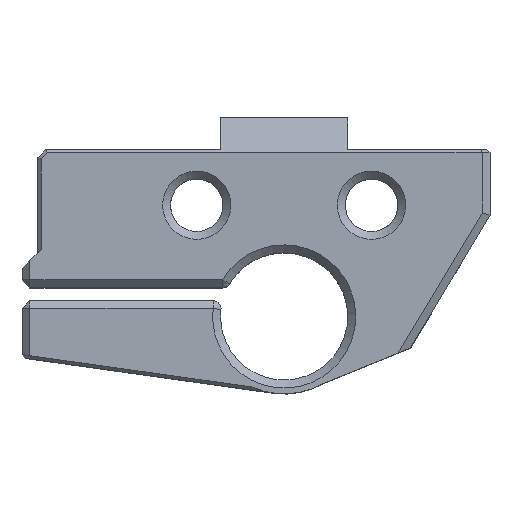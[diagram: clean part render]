
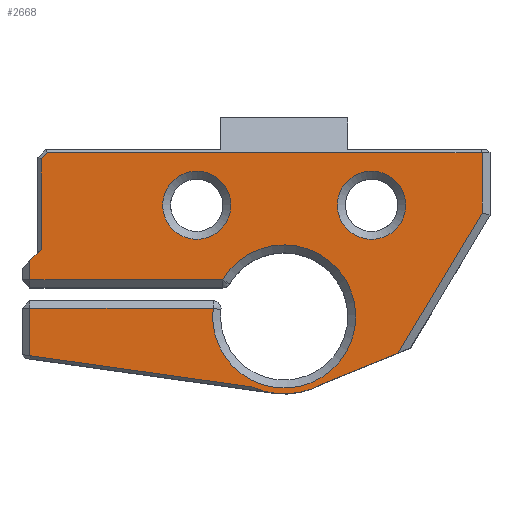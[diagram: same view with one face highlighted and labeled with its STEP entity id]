
A CAD part, top view. The second image highlights one B-rep face of the part: STEP entity #2668.
In plain terms, the highlighted planar face has unit normal (0, 0, 1).
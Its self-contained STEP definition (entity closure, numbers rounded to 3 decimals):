
#19=FACE_BOUND('',#294,.T.);
#20=FACE_BOUND('',#295,.T.);
#141=FACE_OUTER_BOUND('',#293,.T.);
#293=EDGE_LOOP('',(#2034,#2035,#2036,#2037,#2038,#2039,#2040,#2041,#2042,
#2043,#2044,#2045,#2046,#2047));
#294=EDGE_LOOP('',(#2048));
#295=EDGE_LOOP('',(#2049));
#494=LINE('',#4155,#805);
#502=LINE('',#4170,#813);
#504=LINE('',#4178,#815);
#542=LINE('',#4264,#853);
#545=LINE('',#4269,#856);
#546=LINE('',#4274,#857);
#547=LINE('',#4275,#858);
#548=LINE('',#4277,#859);
#549=LINE('',#4279,#860);
#550=LINE('',#4281,#861);
#551=LINE('',#4285,#862);
#552=LINE('',#4286,#863);
#805=VECTOR('',#3270,10.);
#813=VECTOR('',#3280,10.);
#815=VECTOR('',#3286,10.);
#853=VECTOR('',#3358,10.);
#856=VECTOR('',#3363,10.);
#857=VECTOR('',#3368,10.);
#858=VECTOR('',#3369,10.);
#859=VECTOR('',#3370,10.);
#860=VECTOR('',#3371,10.);
#861=VECTOR('',#3372,10.);
#862=VECTOR('',#3375,10.);
#863=VECTOR('',#3376,10.);
#1047=CIRCLE('',#2886,4.875);
#1048=CIRCLE('',#2887,4.502);
#1049=CIRCLE('',#2888,2.15);
#1050=CIRCLE('',#2889,2.15);
#1179=VERTEX_POINT('',#4140);
#1183=VERTEX_POINT('',#4154);
#1189=VERTEX_POINT('',#4168);
#1192=VERTEX_POINT('',#4175);
#1193=VERTEX_POINT('',#4177);
#1224=VERTEX_POINT('',#4263);
#1225=VERTEX_POINT('',#4267);
#1226=VERTEX_POINT('',#4271);
#1227=VERTEX_POINT('',#4273);
#1228=VERTEX_POINT('',#4276);
#1229=VERTEX_POINT('',#4278);
#1230=VERTEX_POINT('',#4280);
#1231=VERTEX_POINT('',#4282);
#1232=VERTEX_POINT('',#4284);
#1233=VERTEX_POINT('',#4287);
#1234=VERTEX_POINT('',#4289);
#1469=EDGE_CURVE('',#1179,#1183,#494,.T.);
#1477=EDGE_CURVE('',#1189,#1179,#502,.T.);
#1480=EDGE_CURVE('',#1192,#1193,#504,.T.);
#1524=EDGE_CURVE('',#1224,#1189,#542,.T.);
#1527=EDGE_CURVE('',#1225,#1224,#545,.T.);
#1528=EDGE_CURVE('',#1192,#1226,#1047,.T.);
#1529=EDGE_CURVE('',#1226,#1227,#546,.T.);
#1530=EDGE_CURVE('',#1183,#1227,#547,.T.);
#1531=EDGE_CURVE('',#1225,#1228,#548,.T.);
#1532=EDGE_CURVE('',#1229,#1228,#549,.T.);
#1533=EDGE_CURVE('',#1230,#1229,#550,.T.);
#1534=EDGE_CURVE('',#1231,#1230,#1048,.T.);
#1535=EDGE_CURVE('',#1232,#1231,#551,.T.);
#1536=EDGE_CURVE('',#1193,#1232,#552,.T.);
#1537=EDGE_CURVE('',#1233,#1233,#1049,.T.);
#1538=EDGE_CURVE('',#1234,#1234,#1050,.T.);
#2034=ORIENTED_EDGE('',*,*,#1528,.T.);
#2035=ORIENTED_EDGE('',*,*,#1529,.T.);
#2036=ORIENTED_EDGE('',*,*,#1530,.F.);
#2037=ORIENTED_EDGE('',*,*,#1469,.F.);
#2038=ORIENTED_EDGE('',*,*,#1477,.F.);
#2039=ORIENTED_EDGE('',*,*,#1524,.F.);
#2040=ORIENTED_EDGE('',*,*,#1527,.F.);
#2041=ORIENTED_EDGE('',*,*,#1531,.T.);
#2042=ORIENTED_EDGE('',*,*,#1532,.F.);
#2043=ORIENTED_EDGE('',*,*,#1533,.F.);
#2044=ORIENTED_EDGE('',*,*,#1534,.F.);
#2045=ORIENTED_EDGE('',*,*,#1535,.F.);
#2046=ORIENTED_EDGE('',*,*,#1536,.F.);
#2047=ORIENTED_EDGE('',*,*,#1480,.F.);
#2048=ORIENTED_EDGE('',*,*,#1537,.F.);
#2049=ORIENTED_EDGE('',*,*,#1538,.F.);
#2541=PLANE('',#2885);
#2668=ADVANCED_FACE('',(#141,#19,#20),#2541,.T.);
#2885=AXIS2_PLACEMENT_3D('',#4270,#3364,#3365);
#2886=AXIS2_PLACEMENT_3D('',#4272,#3366,#3367);
#2887=AXIS2_PLACEMENT_3D('',#4283,#3373,#3374);
#2888=AXIS2_PLACEMENT_3D('',#4288,#3377,#3378);
#2889=AXIS2_PLACEMENT_3D('',#4290,#3379,#3380);
#3270=DIRECTION('',(0.,-1.,0.));
#3280=DIRECTION('',(1.,0.,0.));
#3286=DIRECTION('',(-0.99,0.139,0.));
#3358=DIRECTION('',(0.707,0.707,0.));
#3363=DIRECTION('',(0.,1.,0.));
#3364=DIRECTION('center_axis',(0.,0.,1.));
#3365=DIRECTION('ref_axis',(1.,0.,0.));
#3366=DIRECTION('center_axis',(0.,0.,1.));
#3367=DIRECTION('ref_axis',(-0.164,-0.986,0.));
#3368=DIRECTION('',(0.926,0.377,0.));
#3369=DIRECTION('',(-0.514,-0.858,0.));
#3370=DIRECTION('',(-0.707,-0.707,0.));
#3371=DIRECTION('',(0.,1.,0.));
#3372=DIRECTION('',(-1.,0.,0.));
#3373=DIRECTION('center_axis',(0.,0.,1.));
#3374=DIRECTION('ref_axis',(0.968,-0.25,0.));
#3375=DIRECTION('',(1.,0.,0.));
#3376=DIRECTION('',(0.,1.,0.));
#3377=DIRECTION('center_axis',(0.,0.,1.));
#3378=DIRECTION('ref_axis',(-1.,0.,0.));
#3379=DIRECTION('center_axis',(0.,0.,1.));
#3380=DIRECTION('ref_axis',(-1.,0.,0.));
#4140=CARTESIAN_POINT('',(12.455,3.3,0.));
#4154=CARTESIAN_POINT('',(12.455,-0.492,0.));
#4155=CARTESIAN_POINT('',(12.455,-0.175,0.));
#4168=CARTESIAN_POINT('',(-14.917,3.3,0.));
#4170=CARTESIAN_POINT('',(-7.913,3.3,0.));
#4175=CARTESIAN_POINT('',(-2.025,-11.435,0.));
#4177=CARTESIAN_POINT('',(-16.,-9.468,0.));
#4178=CARTESIAN_POINT('',(-8.651,-10.502,0.));
#4263=CARTESIAN_POINT('',(-15.3,2.917,0.));
#4264=CARTESIAN_POINT('',(-17.134,1.084,0.));
#4267=CARTESIAN_POINT('',(-15.3,-2.8,0.));
#4269=CARTESIAN_POINT('',(-15.3,-3.425,0.));
#4270=CARTESIAN_POINT('Origin',(-15.75,-3.85,0.));
#4271=CARTESIAN_POINT('',(2.4,-11.243,0.));
#4272=CARTESIAN_POINT('Origin',(0.,-7.,0.));
#4273=CARTESIAN_POINT('',(7.184,-9.295,0.));
#4274=CARTESIAN_POINT('',(2.4,-11.243,0.));
#4275=CARTESIAN_POINT('',(8.028,-7.885,0.));
#4276=CARTESIAN_POINT('',(-16.,-3.5,0.));
#4277=CARTESIAN_POINT('',(-15.,-2.5,0.));
#4278=CARTESIAN_POINT('',(-16.,-4.7,0.));
#4279=CARTESIAN_POINT('',(-16.,-4.525,0.));
#4280=CARTESIAN_POINT('',(-3.87,-4.7,0.));
#4281=CARTESIAN_POINT('',(-9.662,-4.7,0.));
#4282=CARTESIAN_POINT('',(-4.474,-6.5,0.));
#4283=CARTESIAN_POINT('Origin',(0.,-7.,0.));
#4284=CARTESIAN_POINT('',(-16.,-6.5,0.));
#4285=CARTESIAN_POINT('',(-16.125,-6.5,0.));
#4286=CARTESIAN_POINT('',(-16.,-6.725,0.));
#4287=CARTESIAN_POINT('',(-3.35,0.,0.));
#4288=CARTESIAN_POINT('Origin',(-5.5,0.,0.));
#4289=CARTESIAN_POINT('',(7.65,0.,0.));
#4290=CARTESIAN_POINT('Origin',(5.5,0.,0.));
